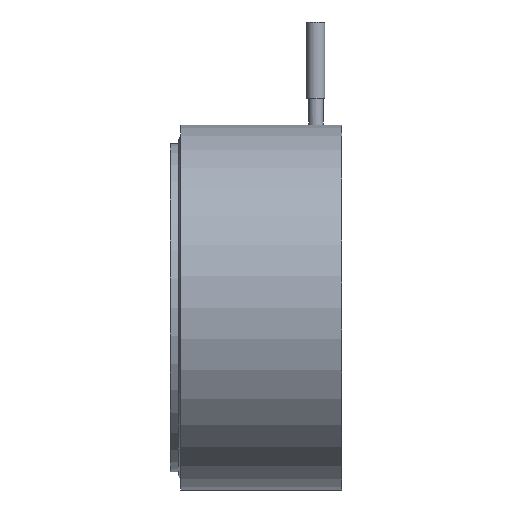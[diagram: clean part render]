
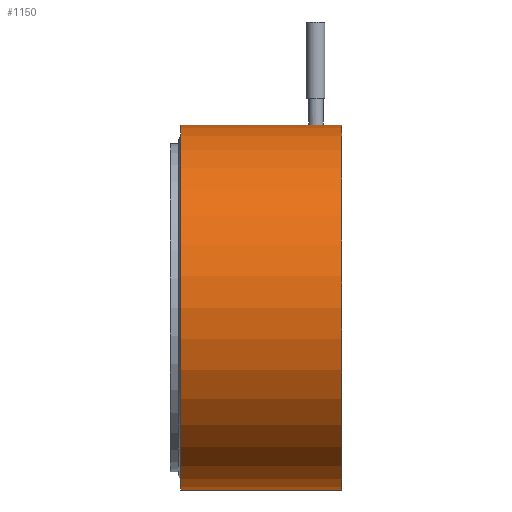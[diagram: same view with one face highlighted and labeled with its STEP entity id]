
A CAD part, front view. The second image highlights one B-rep face of the part: STEP entity #1150.
In plain terms, the highlighted cylindrical face has radius 60.706 mm (diameter 121.412 mm), a partial arc.
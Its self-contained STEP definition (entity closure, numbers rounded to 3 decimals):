
#830=CARTESIAN_POINT('POINT53',(50.927,0.,
   60.706));
#831=VERTEX_POINT('VERTEX53',#830);
#839=CARTESIAN_POINT('POINT54',(46.101,0.,
   60.706));
#840=VERTEX_POINT('VERTEX54',#839);
#847=CARTESIAN_POINT('POINT55',(48.514,-2.413,
   60.658));
#848=VERTEX_POINT('VERTEX55',#847);
#849=B_SPLINE_CURVE_WITH_KNOTS('SPLINE_CRV1',3,(#850,#851,#852,#853,#854
   ,#855,#856,#857,#858,#859),.UNSPECIFIED.,.F.,.F.,(4,2,2,2,4),(
   0.,0.036,0.072,
   0.107,0.143),.UNSPECIFIED.);
#850=CARTESIAN_POINT('',(48.514,-2.413,60.658))
   ;
#851=CARTESIAN_POINT('',(48.211,-2.413,
   60.658));
#852=CARTESIAN_POINT('',(47.888,-2.352,
   60.661));
#853=CARTESIAN_POINT('',(47.293,-2.106,
   60.67));
#854=CARTESIAN_POINT('',(47.022,-1.92,
   60.676));
#855=CARTESIAN_POINT('',(46.594,-1.492,
   60.688));
#856=CARTESIAN_POINT('',(46.408,-1.221,
   60.694));
#857=CARTESIAN_POINT('',(46.162,-0.626,
   60.703));
#858=CARTESIAN_POINT('',(46.101,-0.303,60.706)
   );
#859=CARTESIAN_POINT('',(46.101,0.,60.706)
   );
#860=EDGE_CURVE('EDGE85',#848,#840,#849,.T.);
#862=B_SPLINE_CURVE_WITH_KNOTS('SPLINE_CRV2',3,(#863,#864,#865,#866,#867
   ,#868,#869,#870,#871,#872),.UNSPECIFIED.,.F.,.F.,(4,2,2,2,4),(
   0.429,0.465,0.501,
   0.537,0.573),.UNSPECIFIED.);
#863=CARTESIAN_POINT('',(50.927,0.,60.706))
   ;
#864=CARTESIAN_POINT('',(50.927,-0.303,60.706)
   );
#865=CARTESIAN_POINT('',(50.866,-0.626,
   60.703));
#866=CARTESIAN_POINT('',(50.62,-1.221,
   60.694));
#867=CARTESIAN_POINT('',(50.434,-1.492,
   60.688));
#868=CARTESIAN_POINT('',(50.006,-1.92,
   60.676));
#869=CARTESIAN_POINT('',(49.735,-2.106,
   60.67));
#870=CARTESIAN_POINT('',(49.14,-2.352,
   60.661));
#871=CARTESIAN_POINT('',(48.817,-2.413,
   60.658));
#872=CARTESIAN_POINT('',(48.514,-2.413,60.658))
   ;
#873=EDGE_CURVE('EDGE86',#831,#848,#862,.T.);
#930=CARTESIAN_POINT('POINT56',(57.15,0.,
   60.706));
#931=VERTEX_POINT('VERTEX56',#930);
#932=CARTESIAN_POINT('POINT57',(57.15,0.,
   -60.706));
#933=VERTEX_POINT('VERTEX57',#932);
#934=CARTESIAN_POINT('POS85',(57.15,0.,0.));
#935=DIRECTION('DIR137',(-1.,0.,0.));
#936=DIRECTION('DIR138',(0.,0.,1.));
#937=AXIS2_PLACEMENT_3D('AXIS53',#934,#935,#936);
#938=CIRCLE('ELLIPSE27',#937,60.706);
#941=EDGE_CURVE('EDGE89',#933,#931,#938,.T.);
#1111=CARTESIAN_POINT('POS103',(14.694,0.,
   60.706));
#1112=DIRECTION('DIR165',(-1.,0.,0.));
#1113=VECTOR('VEC41',#1112,1.);
#1114=LINE('STRAIGHT41',#1111,#1113);
#1115=EDGE_CURVE('EDGE106',#931,#831,#1114,.T.);
#1116=ORIENTED_EDGE('COEDGE198',*,*,#1115,.T.);
#1117=ORIENTED_EDGE('COEDGE199',*,*,#873,.T.);
#1118=ORIENTED_EDGE('COEDGE200',*,*,#860,.T.);
#1119=CARTESIAN_POINT('POINT66',(3.556,0.,
   60.706));
#1120=VERTEX_POINT('VERTEX66',#1119);
#1121=CARTESIAN_POINT('POS104',(14.694,0.,
   60.706));
#1122=DIRECTION('DIR166',(-1.,0.,0.));
#1123=VECTOR('VEC42',#1122,1.);
#1124=LINE('STRAIGHT42',#1121,#1123);
#1125=EDGE_CURVE('EDGE107',#840,#1120,#1124,.T.);
#1126=ORIENTED_EDGE('COEDGE201',*,*,#1125,.T.);
#1127=CARTESIAN_POINT('POINT67',(3.556,0.,
   -60.706));
#1128=VERTEX_POINT('VERTEX67',#1127);
#1129=CARTESIAN_POINT('POS105',(3.556,0.,0.));
#1130=DIRECTION('DIR167',(-1.,0.,0.));
#1131=DIRECTION('DIR168',(0.,0.,1.));
#1132=AXIS2_PLACEMENT_3D('AXIS63',#1129,#1130,#1131);
#1133=CIRCLE('ELLIPSE32',#1132,60.706);
#1134=EDGE_CURVE('EDGE108',#1128,#1120,#1133,.T.);
#1135=ORIENTED_EDGE('COEDGE202',*,*,#1134,.F.);
#1136=CARTESIAN_POINT('POS106',(14.694,0.,
   -60.706));
#1137=DIRECTION('DIR169',(1.,0.,0.));
#1138=VECTOR('VEC43',#1137,1.);
#1139=LINE('STRAIGHT43',#1136,#1138);
#1140=EDGE_CURVE('EDGE109',#1128,#933,#1139,.T.);
#1141=ORIENTED_EDGE('COEDGE203',*,*,#1140,.T.);
#1142=ORIENTED_EDGE('COEDGE204',*,*,#941,.T.);
#1143=EDGE_LOOP('NONE',(#1116,#1117,#1118,#1126,#1135,#1141,#1142));
#1144=FACE_BOUND('LOOP1',#1143,.T.);
#1145=CARTESIAN_POINT('POS107',(14.694,0.,0.));
#1146=DIRECTION('DIR170',(-1.,0.,0.));
#1147=DIRECTION('DIR171',(0.,0.,1.));
#1148=AXIS2_PLACEMENT_3D('AXIS64',#1145,#1146,#1147);
#1149=CYLINDRICAL_SURFACE('CONE_SURF21',#1148,60.706);
#1150=ADVANCED_FACE('FACE52',(#1144),#1149,.T.);
